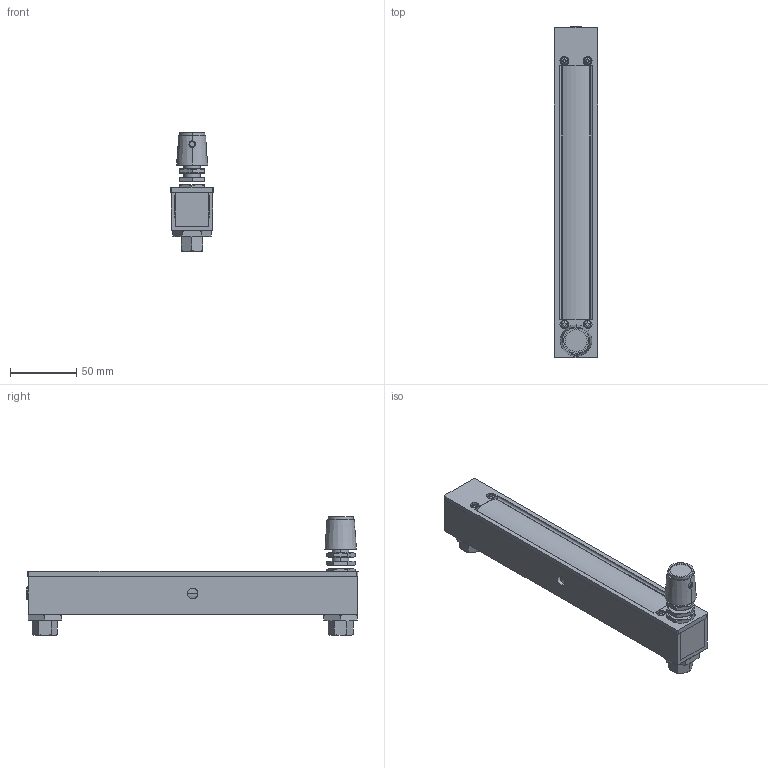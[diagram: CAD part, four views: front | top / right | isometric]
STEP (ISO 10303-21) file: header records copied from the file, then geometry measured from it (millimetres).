
FILE_DESCRIPTION (( 'STEP AP203' ), '1' );
FILE_NAME ('1355G-J-C-5-A.STEP', '2018-04-18T14:14:57', ( 'mrutkowski' ), ( 'Hewlett-Packard Company' ), 'SwSTEP 2.0', 'SolidWorks 2017', '' );
FILE_SCHEMA (( 'CONFIG_CONTROL_DESIGN' ));
Length unit declared in the file: inch
Products named in the file (1): 1355G-J-C-5-A
Bounding box: 32.54 x 251.16 x 89.93 mm (x, y, z)
Surface area: 73710.6 mm2 (no closed solid volume)
Topology: 0 solids, 23 shells, 292 faces, 896 edges, 619 vertices
Faces by surface type: plane 148, cone 85, cylinder 51, bspline 8
Entity records: 10854 total; most frequent: CARTESIAN_POINT 3236, ORIENTED_EDGE 1487, DIRECTION 1450, EDGE_CURVE 896, VERTEX_POINT 619, AXIS2_PLACEMENT_3D 525, LINE 400, VECTOR 400
